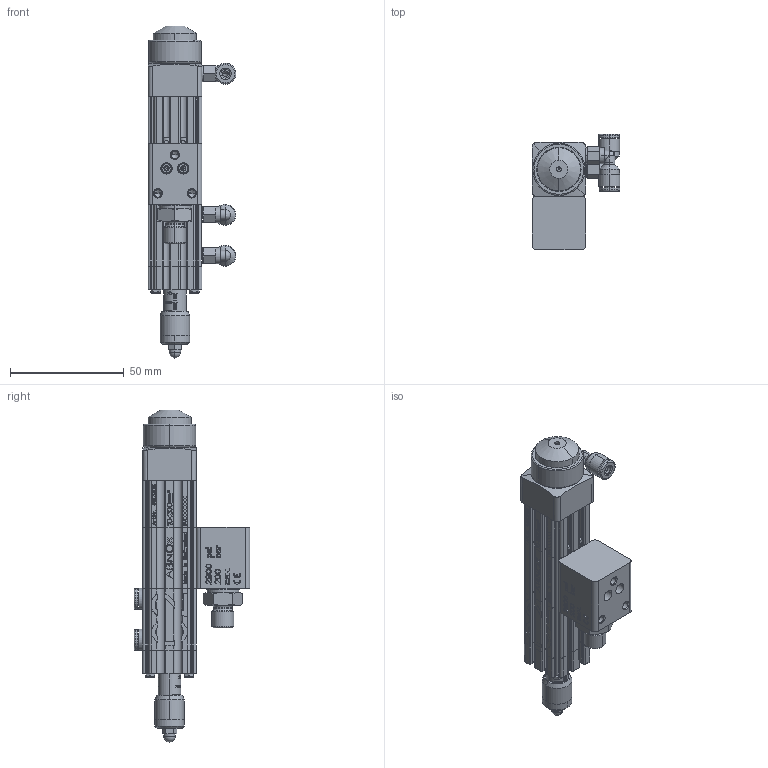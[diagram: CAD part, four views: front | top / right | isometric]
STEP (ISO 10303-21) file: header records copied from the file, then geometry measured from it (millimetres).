
FILE_DESCRIPTION((''),'2;1');
FILE_NAME('000-56189_SW0001','2018-08-10T10:19:43',('gerold.appert'),(''),'CREO PARAMETRIC BY PTC INC, 2017380','CREO PARAMETRIC BY PTC INC, 2017380','');
FILE_SCHEMA(('CONFIG_CONTROL_DESIGN'));
Products named in the file (1): 000-56189_SW0001
Bounding box: 38.75 x 50.95 x 146.2 mm (x, y, z)
Surface area: 29894.5 mm2 (no closed solid volume)
Topology: 0 solids, 138 shells, 931 faces, 5536 edges, 4711 vertices
Faces by surface type: cylinder 436, plane 342, cone 95, torus 45, extrusion 6, sphere 5, bspline 2
Entity records: 56502 total; most frequent: CARTESIAN_POINT 16702, DIRECTION 7432, ORIENTED_EDGE 7071, EDGE_CURVE 5512, VERTEX_POINT 4711, VECTOR 3276, LINE 3270, AXIS2_PLACEMENT_3D 2078
